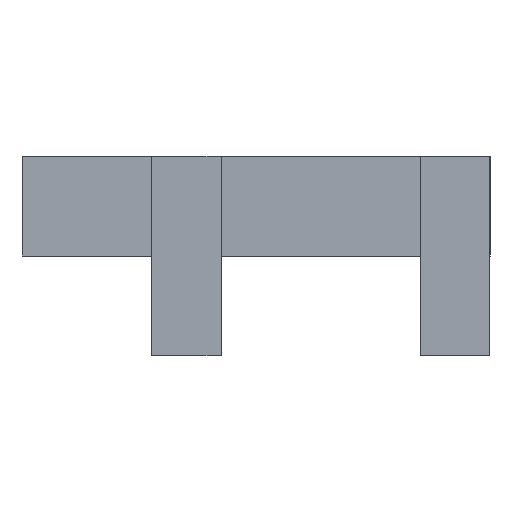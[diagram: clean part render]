
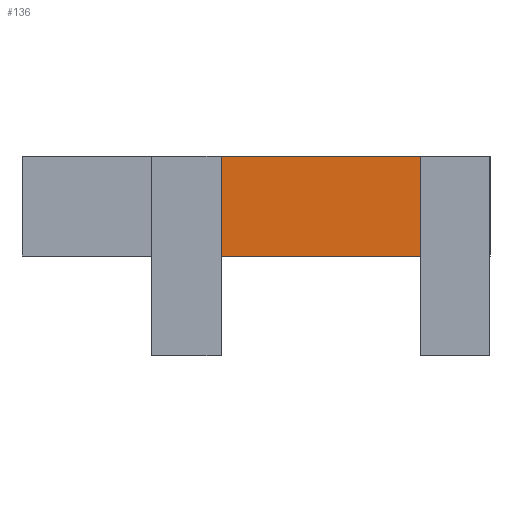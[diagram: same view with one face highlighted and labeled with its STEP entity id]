
A CAD part, left-side view. The second image highlights one B-rep face of the part: STEP entity #136.
In plain terms, the highlighted planar face has unit normal (-1, 0, 0).
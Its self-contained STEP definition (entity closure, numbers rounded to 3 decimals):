
#95 = EDGE_CURVE ( 'NONE', #557, #556, #991, .T. ) ;
#103 = EDGE_CURVE ( 'NONE', #558, #557, #1015, .T. ) ;
#114 = EDGE_CURVE ( 'NONE', #558, #564, #1048, .T. ) ;
#115 = EDGE_CURVE ( 'NONE', #564, #556, #1051, .T. ) ;
#136 = ADVANCED_FACE ( 'NONE', ( #1305 ), #1119, .T. ) ;
#418 = ORIENTED_EDGE ( 'NONE', *, *, #95, .T. ) ;
#420 = ORIENTED_EDGE ( 'NONE', *, *, #114, .F. ) ;
#421 = ORIENTED_EDGE ( 'NONE', *, *, #115, .F. ) ;
#422 = ORIENTED_EDGE ( 'NONE', *, *, #103, .T. ) ;
#488 = EDGE_LOOP ( 'NONE', ( #420, #422, #418, #421 ) ) ;
#556 = VERTEX_POINT ( 'NONE', #1538 ) ;
#557 = VERTEX_POINT ( 'NONE', #1539 ) ;
#558 = VERTEX_POINT ( 'NONE', #1540 ) ;
#564 = VERTEX_POINT ( 'NONE', #1546 ) ;
#991 = LINE ( 'NONE', #992, #1258 ) ;
#992 = CARTESIAN_POINT ( 'NONE',  ( 200., 7., -10. ) ) ;
#993 = DIRECTION ( 'NONE',  ( 0., 0., 1. ) ) ;
#1015 = LINE ( 'NONE', #1016, #1266 ) ;
#1016 = CARTESIAN_POINT ( 'NONE',  ( 200., 0., -10. ) ) ;
#1017 = DIRECTION ( 'NONE',  ( 0., -1., 0. ) ) ;
#1048 = LINE ( 'NONE', #1049, #1277 ) ;
#1049 = CARTESIAN_POINT ( 'NONE',  ( 200., 27., -10. ) ) ;
#1050 = DIRECTION ( 'NONE',  ( 0., 0., 1. ) ) ;
#1051 = LINE ( 'NONE', #1052, #1278 ) ;
#1052 = CARTESIAN_POINT ( 'NONE',  ( 200., 0., 0. ) ) ;
#1053 = DIRECTION ( 'NONE',  ( 0., -1., 0. ) ) ;
#1119 = PLANE ( 'NONE',  #1308 ) ;
#1120 = CARTESIAN_POINT ( 'NONE',  ( 200., 0., -10. ) ) ;
#1121 = DIRECTION ( 'NONE',  ( -1., 0., 0. ) ) ;
#1122 = DIRECTION ( 'NONE',  ( 0., 0., 1. ) ) ;
#1258 = VECTOR ( 'NONE', #993, 1000. ) ;
#1266 = VECTOR ( 'NONE', #1017, 1000. ) ;
#1277 = VECTOR ( 'NONE', #1050, 1000. ) ;
#1278 = VECTOR ( 'NONE', #1053, 1000. ) ;
#1305 = FACE_OUTER_BOUND ( 'NONE', #488, .T. ) ;
#1308 = AXIS2_PLACEMENT_3D ( 'NONE', #1120, #1121, #1122 ) ;
#1538 = CARTESIAN_POINT ( 'NONE',  ( 200., 7., 0. ) ) ;
#1539 = CARTESIAN_POINT ( 'NONE',  ( 200., 7., -10. ) ) ;
#1540 = CARTESIAN_POINT ( 'NONE',  ( 200., 27., -10. ) ) ;
#1546 = CARTESIAN_POINT ( 'NONE',  ( 200., 27., 0. ) ) ;
